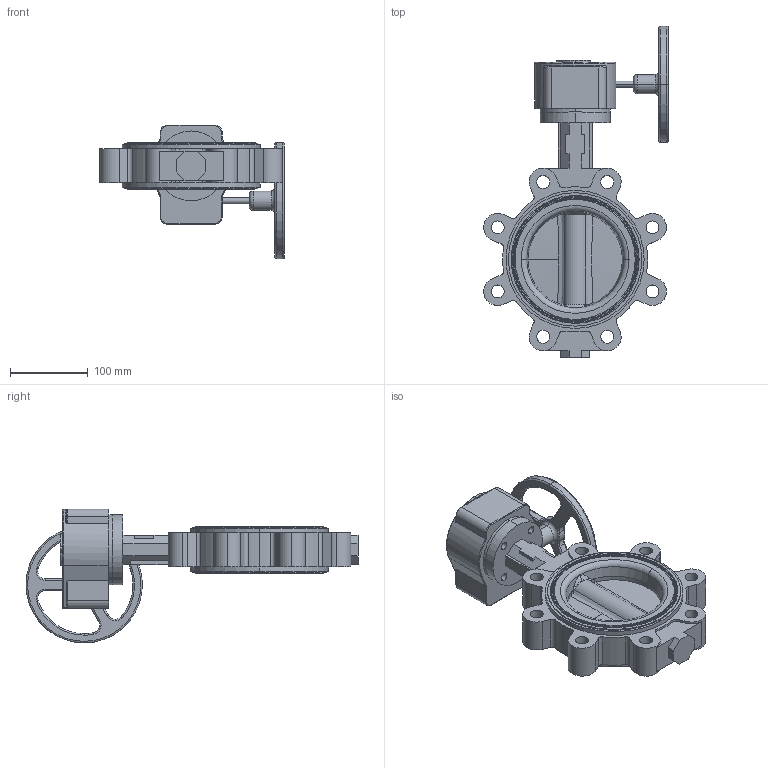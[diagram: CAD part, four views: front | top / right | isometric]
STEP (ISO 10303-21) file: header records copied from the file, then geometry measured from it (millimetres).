
FILE_DESCRIPTION (( 'STEP AP214' ), '1' );
FILE_NAME ('NS-0500-LUG-GEAR.step', '2019-03-07T20:51:23', ( '' ), ( '' ), 'SwSTEP 2.0', 'SolidWorks 2019', '' );
FILE_SCHEMA (( 'AUTOMOTIVE_DESIGN' ));
Length unit declared in the file: inch
Products named in the file (1): NS-0500-LUG-GEAR
Bounding box: 237.78 x 428 x 172.54 mm (x, y, z)
Surface area: 266082 mm2 (no closed solid volume)
Topology: 0 solids, 5 shells, 377 faces, 992 edges, 625 vertices
Faces by surface type: cylinder 160, plane 93, torus 80, bspline 26, cone 16, sphere 2
Entity records: 21000 total; most frequent: CARTESIAN_POINT 6667, DIRECTION 2082, ORIENTED_EDGE 1910, EDGE_CURVE 990, AXIS2_PLACEMENT_3D 848, VERTEX_POINT 625, CIRCLE 496, EDGE_LOOP 420
